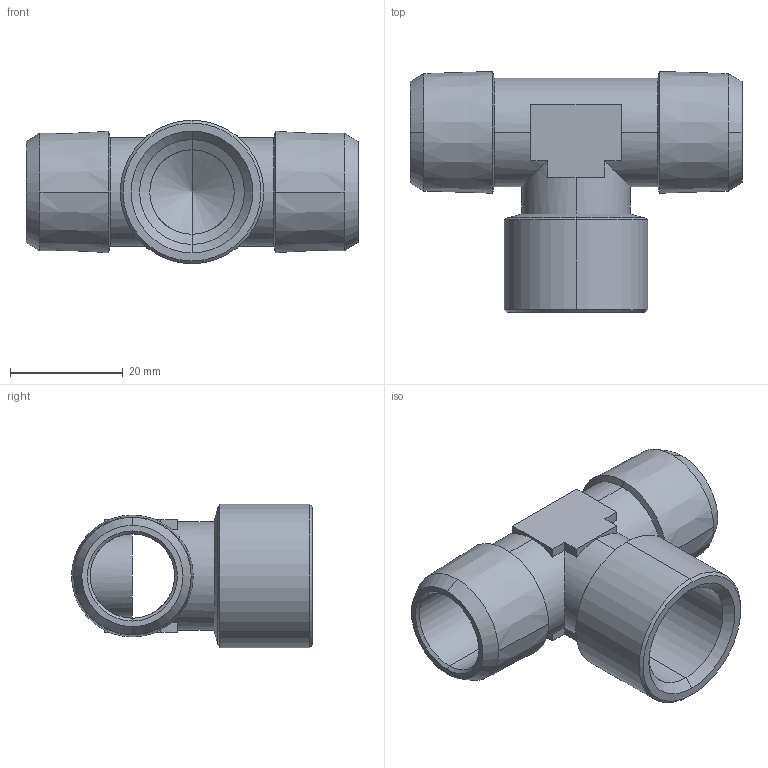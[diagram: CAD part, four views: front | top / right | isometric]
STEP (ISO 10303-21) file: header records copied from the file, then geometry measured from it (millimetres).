
FILE_DESCRIPTION (( 'STEP AP214' ), '1' );
FILE_NAME ('DRF.MFM04.STEP', '2018-09-03T10:21:49', ( '' ), ( '' ), 'SwSTEP 2.0', 'SolidWorks 2018', '' );
FILE_SCHEMA (( 'AUTOMOTIVE_DESIGN' ));
Length unit declared in the file: millimetre
Products named in the file (1): DRF.MFM04
Bounding box: 59 x 42.82 x 25.5 mm (x, y, z)
Volume: 14115.9 mm3; surface area: 10278.9 mm2
Topology: 1 solids, 1 shells, 66 faces, 170 edges, 103 vertices
Faces by surface type: cone 26, plane 21, cylinder 17, bspline 2
Entity records: 2062 total; most frequent: CARTESIAN_POINT 434, DIRECTION 342, ORIENTED_EDGE 336, EDGE_CURVE 168, AXIS2_PLACEMENT_3D 129, VERTEX_POINT 103, VECTOR 84, LINE 84
